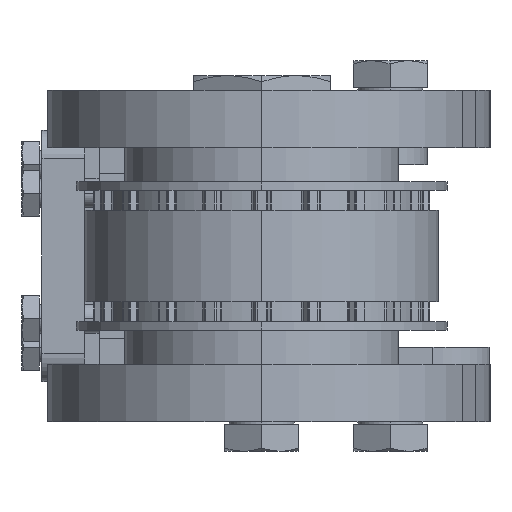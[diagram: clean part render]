
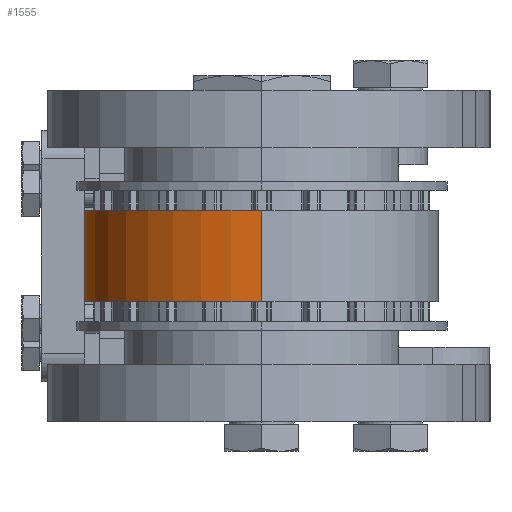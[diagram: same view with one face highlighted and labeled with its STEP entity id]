
A CAD part, left-side view. The second image highlights one B-rep face of the part: STEP entity #1555.
In plain terms, the highlighted cylindrical face has radius 31 mm (diameter 62 mm), a partial arc.
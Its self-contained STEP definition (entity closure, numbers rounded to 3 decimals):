
#1555=ADVANCED_FACE('',(#4248),#4249,.T.);
#4248=FACE_OUTER_BOUND('',#8156,.T.);
#4249=CYLINDRICAL_SURFACE('',#8157,31.0);
#8156=EDGE_LOOP('',(#12672,#12673,#12674,#12675));
#8157=AXIS2_PLACEMENT_3D('',#12676,#12677,#12678);
#12672=ORIENTED_EDGE('',*,*,#24284,.F.);
#12673=ORIENTED_EDGE('',*,*,#24285,.T.);
#12674=ORIENTED_EDGE('',*,*,#24286,.F.);
#12675=ORIENTED_EDGE('',*,*,#24287,.T.);
#12676=CARTESIAN_POINT('',(0.0,0.0,-8.0));
#12677=DIRECTION('',(0.0,0.0,1.0));
#12678=DIRECTION('',(1.0,0.0,0.0));
#24284=EDGE_CURVE('',#29496,#29497,#29498,.T.);
#24285=EDGE_CURVE('',#29496,#29499,#29500,.T.);
#24286=EDGE_CURVE('',#29501,#29499,#29502,.T.);
#24287=EDGE_CURVE('',#29501,#29497,#29503,.T.);
#29496=VERTEX_POINT('',#36936);
#29497=VERTEX_POINT('',#36937);
#29498=LINE('',#36938,#36939);
#29499=VERTEX_POINT('',#36940);
#29500=CIRCLE('',#36941,31.0);
#29501=VERTEX_POINT('',#36942);
#29502=LINE('',#36943,#36944);
#29503=CIRCLE('',#36945,31.0);
#36936=CARTESIAN_POINT('',(-31.0,0.,8.0));
#36937=CARTESIAN_POINT('',(-31.0,0.,-8.0));
#36938=CARTESIAN_POINT('',(-31.0,0.,-8.0));
#36939=VECTOR('',#48124,1.0);
#36940=CARTESIAN_POINT('',(0.0,31.0,8.0));
#36941=AXIS2_PLACEMENT_3D('',#48125,#48126,#48127);
#36942=CARTESIAN_POINT('',(0.0,31.0,-8.0));
#36943=CARTESIAN_POINT('',(0.0,31.0,-8.0));
#36944=VECTOR('',#48128,1.0);
#36945=AXIS2_PLACEMENT_3D('',#48129,#48130,#48131);
#48124=DIRECTION('',(-0.0,-0.0,-1.0));
#48125=CARTESIAN_POINT('',(0.0,0.0,8.0));
#48126=DIRECTION('',(0.0,0.0,-1.0));
#48127=DIRECTION('',(1.0,0.0,0.0));
#48128=DIRECTION('',(0.0,0.0,1.0));
#48129=CARTESIAN_POINT('',(0.0,0.0,-8.0));
#48130=DIRECTION('',(0.0,0.0,1.0));
#48131=DIRECTION('',(1.0,0.0,0.0));
